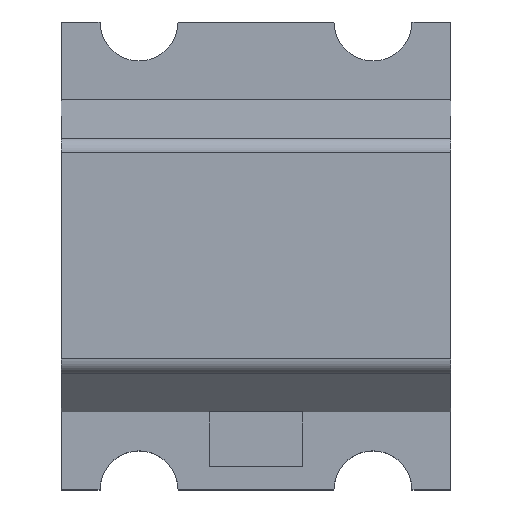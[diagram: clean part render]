
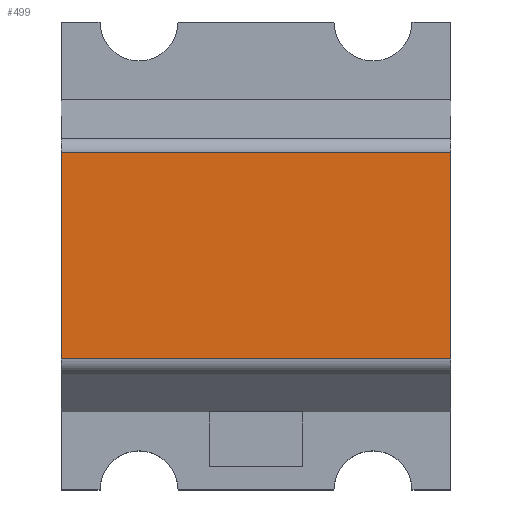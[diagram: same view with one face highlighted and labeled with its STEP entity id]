
A CAD part, top view. The second image highlights one B-rep face of the part: STEP entity #499.
In plain terms, the highlighted planar face has unit normal (0, 0, 1).
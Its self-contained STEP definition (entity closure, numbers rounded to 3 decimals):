
#71=FACE_OUTER_BOUND('',#99,.T.);
#99=EDGE_LOOP('',(#388,#389,#390,#391));
#133=LINE('',#797,#187);
#137=LINE('',#809,#191);
#138=LINE('',#812,#192);
#139=LINE('',#814,#193);
#187=VECTOR('',#644,1000.);
#191=VECTOR('',#656,1000.);
#192=VECTOR('',#661,1000.);
#193=VECTOR('',#664,1000.);
#236=VERTEX_POINT('',#794);
#237=VERTEX_POINT('',#796);
#240=VERTEX_POINT('',#806);
#241=VERTEX_POINT('',#808);
#286=EDGE_CURVE('',#237,#236,#133,.T.);
#292=EDGE_CURVE('',#241,#240,#137,.T.);
#294=EDGE_CURVE('',#241,#236,#138,.T.);
#295=EDGE_CURVE('',#237,#240,#139,.T.);
#388=ORIENTED_EDGE('',*,*,#286,.T.);
#389=ORIENTED_EDGE('',*,*,#294,.F.);
#390=ORIENTED_EDGE('',*,*,#292,.T.);
#391=ORIENTED_EDGE('',*,*,#295,.F.);
#475=PLANE('',#571);
#499=ADVANCED_FACE('',(#71),#475,.T.);
#571=AXIS2_PLACEMENT_3D('',#815,#665,#666);
#644=DIRECTION('',(0.,1.,0.));
#656=DIRECTION('',(0.,-1.,0.));
#661=DIRECTION('',(1.,0.,0.));
#664=DIRECTION('',(-1.,0.,0.));
#665=DIRECTION('center_axis',(0.,0.,1.));
#666=DIRECTION('ref_axis',(1.,0.,0.));
#794=CARTESIAN_POINT('',(2.5,2.161,1.1));
#796=CARTESIAN_POINT('',(2.5,0.839,1.1));
#797=CARTESIAN_POINT('',(2.5,0.5,1.1));
#806=CARTESIAN_POINT('',(0.,0.839,1.1));
#808=CARTESIAN_POINT('',(0.,2.161,1.1));
#809=CARTESIAN_POINT('',(0.,0.5,1.1));
#812=CARTESIAN_POINT('',(0.,2.161,1.1));
#814=CARTESIAN_POINT('',(0.,0.839,1.1));
#815=CARTESIAN_POINT('Origin',(0.,0.5,1.1));
